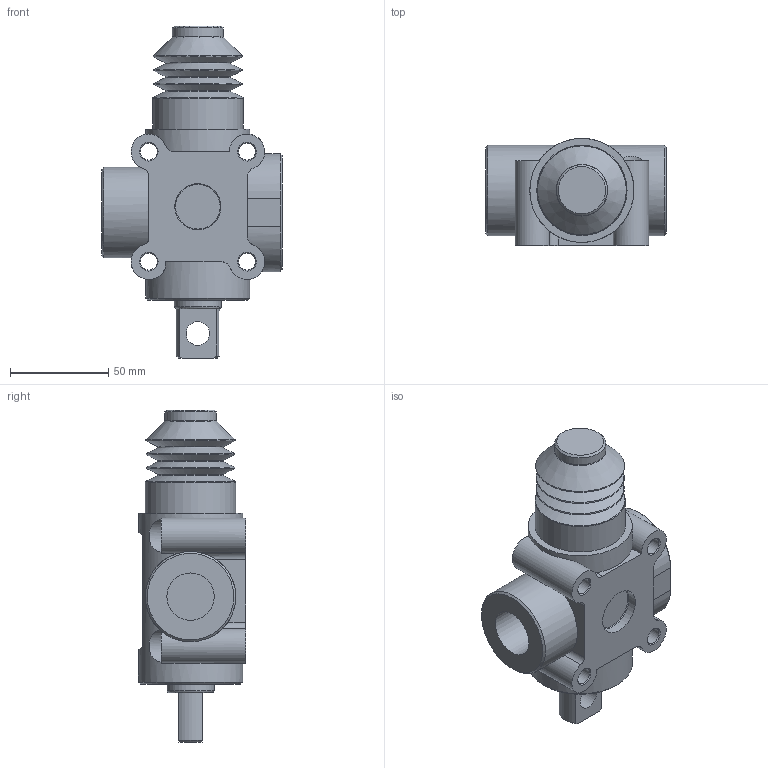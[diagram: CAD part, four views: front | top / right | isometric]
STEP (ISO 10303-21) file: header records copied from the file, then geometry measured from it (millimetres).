
FILE_DESCRIPTION(/* description */ ('VALVOLA V-FCR-1T-120 3/4'''),/* implementation_level */ '2;1');
FILE_NAME(/* name */ '03VFCR1T1200.stp',/* time_stamp */ '2020-03-05T10:36:48+01:00',/* author */ ('TonioloM'),/* organization */ (''),/* preprocessor_version */ 'ST-DEVELOPER v17.2',/* originating_system */ 'Autodesk Inventor 2019',/* authorisation */ '');
FILE_SCHEMA (('AUTOMOTIVE_DESIGN { 1 0 10303 214 3 1 1 }'));
Length unit declared in the file: millimetre
Products named in the file (1): 03VFCR1T1200!!
Bounding box: 92 x 54.5 x 169 mm (x, y, z)
Volume: 307560.7 mm3; surface area: 55865.7 mm2
Topology: 2 solids, 2 shells, 132 faces, 339 edges, 224 vertices
Faces by surface type: plane 55, cylinder 36, cone 19, bspline 12, torus 10
Full cylindrical faces by diameter (mm): 2.6 x2, 8.5 x4, 12 x1, 23.5 x1, 23.9 x1, 24.117 x2, 25 x1, 26 x1, 46 x2, 53 x1
Entity records: 4650 total; most frequent: CARTESIAN_POINT 1309, ORIENTED_EDGE 678, DIRECTION 658, EDGE_CURVE 339, AXIS2_PLACEMENT_3D 258, VERTEX_POINT 224, EDGE_LOOP 155, LINE 142
